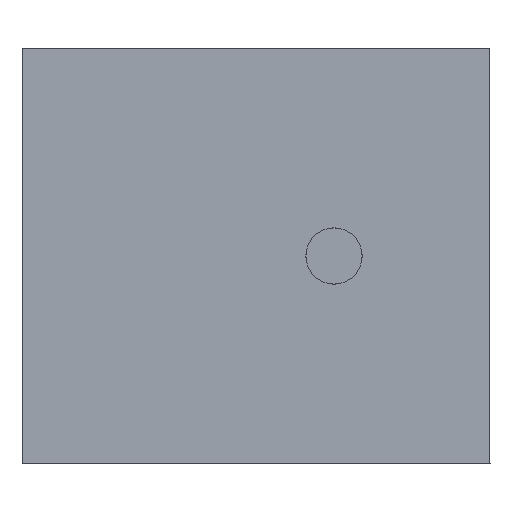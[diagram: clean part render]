
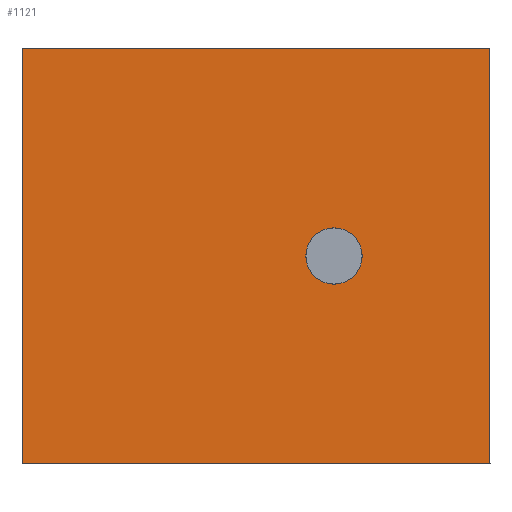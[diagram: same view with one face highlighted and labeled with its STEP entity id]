
A CAD part, front view. The second image highlights one B-rep face of the part: STEP entity #1121.
In plain terms, the highlighted free-form (B-spline) face has degree [1, 1] with [2, 2] control points.
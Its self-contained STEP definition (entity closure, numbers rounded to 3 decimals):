
#1052=(
BOUNDED_SURFACE()
B_SPLINE_SURFACE(1,1,((#1053,#1054),(#1055,#1056)),.UNSPECIFIED.,.F.,.F.,.F.)
B_SPLINE_SURFACE_WITH_KNOTS((2,2),(2,2),(0.000,1.000),(0.000,1.000),.UNSPECIFIED.)
GEOMETRIC_REPRESENTATION_ITEM()
RATIONAL_B_SPLINE_SURFACE(((1.,1.),(1.,1.)))
REPRESENTATION_ITEM('')
SURFACE()
);
#1053=CARTESIAN_POINT('',(-32.74,-21.634,0.));
#1054=CARTESIAN_POINT('',(-32.74,-21.634,40.));
#1055=CARTESIAN_POINT('',(12.26,-21.634,0.));
#1056=CARTESIAN_POINT('',(12.26,-21.634,40.));
#1057=CARTESIAN_POINT('',(-32.74,-21.634,0.));
#1058=VERTEX_POINT('',#1057);
#1059=(
BOUNDED_CURVE()
B_SPLINE_CURVE(1,(#1060,#1061),.UNSPECIFIED.,.F.,.F.)
B_SPLINE_CURVE_WITH_KNOTS((2,2),(0.000,1.000),.UNSPECIFIED.)
CURVE()
GEOMETRIC_REPRESENTATION_ITEM()
RATIONAL_B_SPLINE_CURVE((1.,1.))
REPRESENTATION_ITEM('')
);
#1060=CARTESIAN_POINT('',(-32.74,-21.634,0.));
#1061=CARTESIAN_POINT('',(-32.74,-21.634,40.));
#1062=CARTESIAN_POINT('',(-32.74,-21.634,40.));
#1063=VERTEX_POINT('',#1062);
#1064=EDGE_CURVE('',#1058,#1063,#1059,.T.);
#1065=ORIENTED_EDGE('',*,*,#1064,.T.);
#1066=(
BOUNDED_CURVE()
B_SPLINE_CURVE(1,(#1067,#1068),.UNSPECIFIED.,.F.,.F.)
B_SPLINE_CURVE_WITH_KNOTS((2,2),(0.000,1.000),.UNSPECIFIED.)
CURVE()
GEOMETRIC_REPRESENTATION_ITEM()
RATIONAL_B_SPLINE_CURVE((1.,1.))
REPRESENTATION_ITEM('')
);
#1067=CARTESIAN_POINT('',(-32.74,-21.634,40.));
#1068=CARTESIAN_POINT('',(12.26,-21.634,40.));
#1069=CARTESIAN_POINT('',(12.26,-21.634,40.));
#1070=VERTEX_POINT('',#1069);
#1071=EDGE_CURVE('',#1063,#1070,#1066,.T.);
#1072=ORIENTED_EDGE('',*,*,#1071,.T.);
#1073=(
BOUNDED_CURVE()
B_SPLINE_CURVE(1,(#1074,#1075),.UNSPECIFIED.,.F.,.F.)
B_SPLINE_CURVE_WITH_KNOTS((2,2),(0.000,1.000),.UNSPECIFIED.)
CURVE()
GEOMETRIC_REPRESENTATION_ITEM()
RATIONAL_B_SPLINE_CURVE((1.,1.))
REPRESENTATION_ITEM('')
);
#1074=CARTESIAN_POINT('',(12.26,-21.634,40.));
#1075=CARTESIAN_POINT('',(12.26,-21.634,0.));
#1076=CARTESIAN_POINT('',(12.26,-21.634,0.));
#1077=VERTEX_POINT('',#1076);
#1078=EDGE_CURVE('',#1070,#1077,#1073,.T.);
#1079=ORIENTED_EDGE('',*,*,#1078,.T.);
#1080=(
BOUNDED_CURVE()
B_SPLINE_CURVE(1,(#1081,#1082),.UNSPECIFIED.,.F.,.F.)
B_SPLINE_CURVE_WITH_KNOTS((2,2),(0.000,1.000),.UNSPECIFIED.)
CURVE()
GEOMETRIC_REPRESENTATION_ITEM()
RATIONAL_B_SPLINE_CURVE((1.,1.))
REPRESENTATION_ITEM('')
);
#1081=CARTESIAN_POINT('',(12.26,-21.634,0.));
#1082=CARTESIAN_POINT('',(-32.74,-21.634,0.));
#1083=EDGE_CURVE('',#1077,#1058,#1080,.T.);
#1084=ORIENTED_EDGE('',*,*,#1083,.T.);
#1085=EDGE_LOOP('',(#1065,#1072,#1079,#1084));
#1086=FACE_OUTER_BOUND('',#1085,.T.);
#1087=CARTESIAN_POINT('',(-2.74,-21.634,17.3));
#1088=VERTEX_POINT('',#1087);
#1089=(
BOUNDED_CURVE()
B_SPLINE_CURVE(2,(#1090,#1091,#1092),.UNSPECIFIED.,.F.,.F.)
B_SPLINE_CURVE_WITH_KNOTS((3,3),(0.000,1.000),.UNSPECIFIED.)
CURVE()
GEOMETRIC_REPRESENTATION_ITEM()
RATIONAL_B_SPLINE_CURVE((1.,0.707,1.))
REPRESENTATION_ITEM('')
);
#1090=CARTESIAN_POINT('',(-2.74,-21.634,17.3));
#1091=CARTESIAN_POINT('',(-0.04,-21.634,17.3));
#1092=CARTESIAN_POINT('',(-0.04,-21.634,20.));
#1093=CARTESIAN_POINT('',(-0.04,-21.634,20.));
#1094=VERTEX_POINT('',#1093);
#1095=EDGE_CURVE('',#1088,#1094,#1089,.T.);
#1096=ORIENTED_EDGE('',*,*,#1095,.T.);
#1097=(
BOUNDED_CURVE()
B_SPLINE_CURVE(2,(#1098,#1099,#1100),.UNSPECIFIED.,.F.,.F.)
B_SPLINE_CURVE_WITH_KNOTS((3,3),(0.000,1.000),.UNSPECIFIED.)
CURVE()
GEOMETRIC_REPRESENTATION_ITEM()
RATIONAL_B_SPLINE_CURVE((1.,0.707,1.))
REPRESENTATION_ITEM('')
);
#1098=CARTESIAN_POINT('',(-0.04,-21.634,20.));
#1099=CARTESIAN_POINT('',(-0.04,-21.634,22.7));
#1100=CARTESIAN_POINT('',(-2.74,-21.634,22.7));
#1101=CARTESIAN_POINT('',(-2.74,-21.634,22.7));
#1102=VERTEX_POINT('',#1101);
#1103=EDGE_CURVE('',#1094,#1102,#1097,.T.);
#1104=ORIENTED_EDGE('',*,*,#1103,.T.);
#1105=(
BOUNDED_CURVE()
B_SPLINE_CURVE(2,(#1106,#1107,#1108),.UNSPECIFIED.,.F.,.F.)
B_SPLINE_CURVE_WITH_KNOTS((3,3),(0.000,1.000),.UNSPECIFIED.)
CURVE()
GEOMETRIC_REPRESENTATION_ITEM()
RATIONAL_B_SPLINE_CURVE((1.,0.707,1.))
REPRESENTATION_ITEM('')
);
#1106=CARTESIAN_POINT('',(-2.74,-21.634,22.7));
#1107=CARTESIAN_POINT('',(-5.44,-21.634,22.7));
#1108=CARTESIAN_POINT('',(-5.44,-21.634,20.));
#1109=CARTESIAN_POINT('',(-5.44,-21.634,20.));
#1110=VERTEX_POINT('',#1109);
#1111=EDGE_CURVE('',#1102,#1110,#1105,.T.);
#1112=ORIENTED_EDGE('',*,*,#1111,.T.);
#1113=(
BOUNDED_CURVE()
B_SPLINE_CURVE(2,(#1114,#1115,#1116),.UNSPECIFIED.,.F.,.F.)
B_SPLINE_CURVE_WITH_KNOTS((3,3),(0.000,1.000),.UNSPECIFIED.)
CURVE()
GEOMETRIC_REPRESENTATION_ITEM()
RATIONAL_B_SPLINE_CURVE((1.,0.707,1.))
REPRESENTATION_ITEM('')
);
#1114=CARTESIAN_POINT('',(-5.44,-21.634,20.));
#1115=CARTESIAN_POINT('',(-5.44,-21.634,17.3));
#1116=CARTESIAN_POINT('',(-2.74,-21.634,17.3));
#1117=EDGE_CURVE('',#1110,#1088,#1113,.T.);
#1118=ORIENTED_EDGE('',*,*,#1117,.T.);
#1119=EDGE_LOOP('',(#1096,#1104,#1112,#1118));
#1120=FACE_BOUND('',#1119,.T.);
#1121=ADVANCED_FACE('',(#1086,#1120),#1052,.T.);
